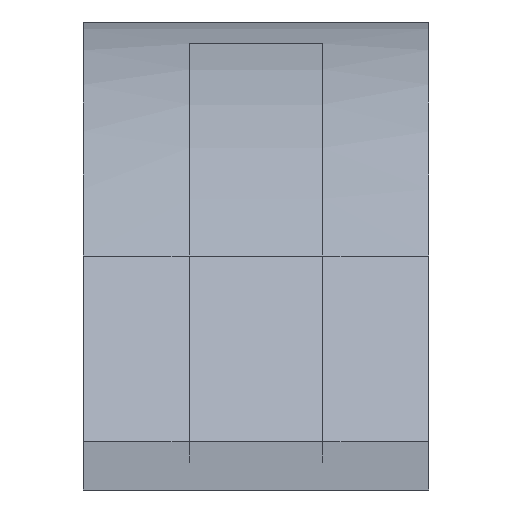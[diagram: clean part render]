
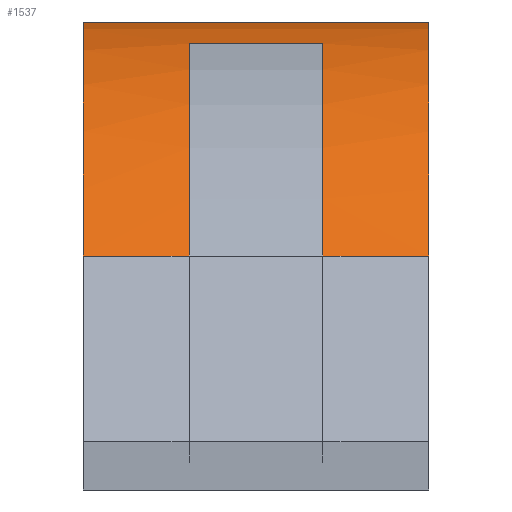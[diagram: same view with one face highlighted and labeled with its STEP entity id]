
A CAD part, left-side view. The second image highlights one B-rep face of the part: STEP entity #1537.
In plain terms, the highlighted cylindrical face has radius 25.2 mm (diameter 50.4 mm), a partial arc.
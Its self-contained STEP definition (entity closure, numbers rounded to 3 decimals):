
#5 = AXIS2_PLACEMENT_3D ( 'NONE', #2444, #1378, #332 ) ;
#145 = CARTESIAN_POINT ( 'NONE',  ( -28.653, 9.3, 25.2 ) ) ;
#182 = LINE ( 'NONE', #1832, #1440 ) ;
#187 = EDGE_CURVE ( 'NONE', #2721, #423, #2049, .T. ) ;
#245 = VERTEX_POINT ( 'NONE', #2893 ) ;
#254 = DIRECTION ( 'NONE',  ( 0., 0., 1. ) ) ;
#332 = DIRECTION ( 'NONE',  ( 0., 0., 1. ) ) ;
#423 = VERTEX_POINT ( 'NONE', #1988 ) ;
#490 = AXIS2_PLACEMENT_3D ( 'NONE', #3000, #682, #1450 ) ;
#658 = AXIS2_PLACEMENT_3D ( 'NONE', #2562, #1544, #1504 ) ;
#682 = DIRECTION ( 'NONE',  ( 0., -1., 0. ) ) ;
#714 = VERTEX_POINT ( 'NONE', #1308 ) ;
#800 = VECTOR ( 'NONE', #1196, 1000. ) ;
#813 = EDGE_CURVE ( 'NONE', #2195, #2007, #2931, .T. ) ;
#827 = CARTESIAN_POINT ( 'NONE',  ( -28.653, -9.3, 25.2 ) ) ;
#855 = ORIENTED_EDGE ( 'NONE', *, *, #2068, .F. ) ;
#879 = VECTOR ( 'NONE', #2635, 1000. ) ;
#993 = VERTEX_POINT ( 'NONE', #145 ) ;
#1011 = CARTESIAN_POINT ( 'NONE',  ( -50.476, 3.6, 12.6 ) ) ;
#1196 = DIRECTION ( 'NONE',  ( 0., -1., 0. ) ) ;
#1219 = CARTESIAN_POINT ( 'NONE',  ( -50.476, -3.6, 12.6 ) ) ;
#1229 = CARTESIAN_POINT ( 'NONE',  ( -50.476, -9.3, 12.6 ) ) ;
#1289 = ORIENTED_EDGE ( 'NONE', *, *, #1509, .F. ) ;
#1308 = CARTESIAN_POINT ( 'NONE',  ( -50.476, 9.3, 12.6 ) ) ;
#1327 = CIRCLE ( 'NONE', #490, 25.2 ) ;
#1344 = DIRECTION ( 'NONE',  ( -0.301, 0., 0.953 ) ) ;
#1366 = AXIS2_PLACEMENT_3D ( 'NONE', #2651, #2626, #1344 ) ;
#1378 = DIRECTION ( 'NONE',  ( 0., -1., 0. ) ) ;
#1440 = VECTOR ( 'NONE', #2093, 1000. ) ;
#1450 = DIRECTION ( 'NONE',  ( -0.301, 0., 0.953 ) ) ;
#1491 = ORIENTED_EDGE ( 'NONE', *, *, #813, .F. ) ;
#1504 = DIRECTION ( 'NONE',  ( 1., 0., 0. ) ) ;
#1509 = EDGE_CURVE ( 'NONE', #245, #2443, #1327, .T. ) ;
#1527 = LINE ( 'NONE', #2852, #2941 ) ;
#1537 = ADVANCED_FACE ( 'NONE', ( #2351 ), #2218, .T. ) ;
#1544 = DIRECTION ( 'NONE',  ( 0., -1., 0. ) ) ;
#1558 = CARTESIAN_POINT ( 'NONE',  ( -28.653, 9.3, 0. ) ) ;
#1735 = EDGE_CURVE ( 'NONE', #993, #714, #2830, .T. ) ;
#1832 = CARTESIAN_POINT ( 'NONE',  ( -36.25, 3.6, 24.027 ) ) ;
#1875 = EDGE_LOOP ( 'NONE', ( #2650, #1491, #855, #3271, #2327, #1289, #2964, #1891 ) ) ;
#1891 = ORIENTED_EDGE ( 'NONE', *, *, #187, .T. ) ;
#1988 = CARTESIAN_POINT ( 'NONE',  ( -50.476, -3.6, 12.6 ) ) ;
#2007 = VERTEX_POINT ( 'NONE', #1229 ) ;
#2049 = CIRCLE ( 'NONE', #1366, 25.2 ) ;
#2068 = EDGE_CURVE ( 'NONE', #993, #2195, #1527, .T. ) ;
#2080 = EDGE_CURVE ( 'NONE', #245, #2721, #182, .T. ) ;
#2082 = DIRECTION ( 'NONE',  ( 0., -1., 0. ) ) ;
#2093 = DIRECTION ( 'NONE',  ( 0., -1., 0. ) ) ;
#2195 = VERTEX_POINT ( 'NONE', #827 ) ;
#2218 = CYLINDRICAL_SURFACE ( 'NONE', #658, 25.2 ) ;
#2265 = LINE ( 'NONE', #2905, #879 ) ;
#2327 = ORIENTED_EDGE ( 'NONE', *, *, #3354, .T. ) ;
#2351 = FACE_OUTER_BOUND ( 'NONE', #1875, .T. ) ;
#2443 = VERTEX_POINT ( 'NONE', #1011 ) ;
#2444 = CARTESIAN_POINT ( 'NONE',  ( -28.653, -9.3, 0. ) ) ;
#2511 = LINE ( 'NONE', #1219, #800 ) ;
#2562 = CARTESIAN_POINT ( 'NONE',  ( -28.653, 10.23, 0. ) ) ;
#2626 = DIRECTION ( 'NONE',  ( 0., -1., 0. ) ) ;
#2635 = DIRECTION ( 'NONE',  ( 0., -1., 0. ) ) ;
#2650 = ORIENTED_EDGE ( 'NONE', *, *, #2997, .T. ) ;
#2651 = CARTESIAN_POINT ( 'NONE',  ( -28.653, -3.6, 0. ) ) ;
#2652 = AXIS2_PLACEMENT_3D ( 'NONE', #1558, #3361, #254 ) ;
#2721 = VERTEX_POINT ( 'NONE', #3296 ) ;
#2830 = CIRCLE ( 'NONE', #2652, 25.2 ) ;
#2852 = CARTESIAN_POINT ( 'NONE',  ( -28.653, 9.3, 25.2 ) ) ;
#2893 = CARTESIAN_POINT ( 'NONE',  ( -36.25, 3.6, 24.027 ) ) ;
#2905 = CARTESIAN_POINT ( 'NONE',  ( -50.476, 9.3, 12.6 ) ) ;
#2931 = CIRCLE ( 'NONE', #5, 25.2 ) ;
#2941 = VECTOR ( 'NONE', #2082, 1000. ) ;
#2964 = ORIENTED_EDGE ( 'NONE', *, *, #2080, .T. ) ;
#2997 = EDGE_CURVE ( 'NONE', #423, #2007, #2511, .T. ) ;
#3000 = CARTESIAN_POINT ( 'NONE',  ( -28.653, 3.6, 0. ) ) ;
#3271 = ORIENTED_EDGE ( 'NONE', *, *, #1735, .T. ) ;
#3296 = CARTESIAN_POINT ( 'NONE',  ( -36.25, -3.6, 24.027 ) ) ;
#3354 = EDGE_CURVE ( 'NONE', #714, #2443, #2265, .T. ) ;
#3361 = DIRECTION ( 'NONE',  ( 0., -1., 0. ) ) ;
